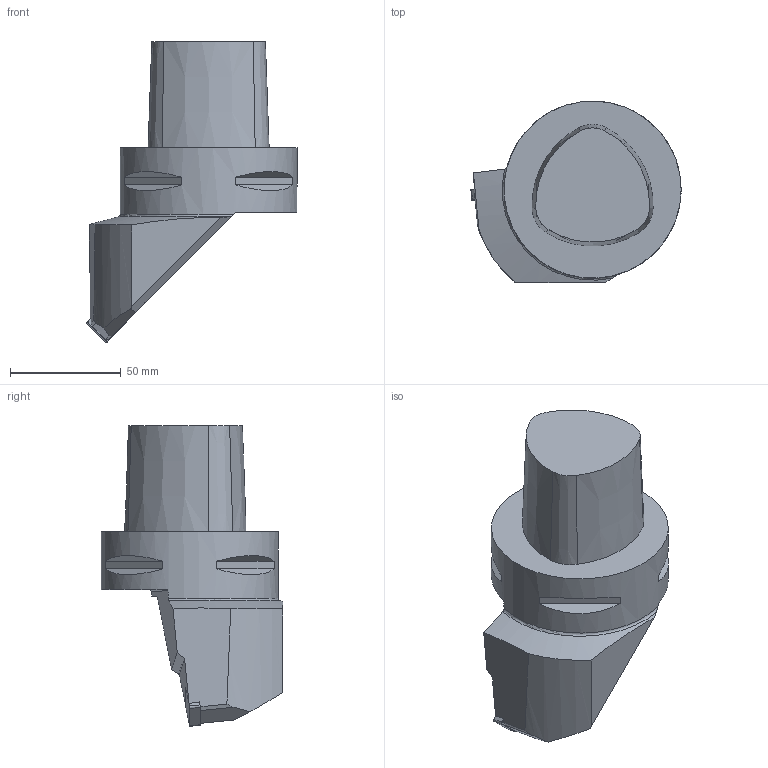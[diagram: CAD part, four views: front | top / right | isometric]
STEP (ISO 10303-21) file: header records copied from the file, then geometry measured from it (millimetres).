
FILE_DESCRIPTION(/* description */ (''),/* implementation_level */ '2;1');
FILE_NAME(/* name */ 'C8-DSSNR-55080-12JETI2_Basic.stp',/* time_stamp */ '2021-07-11T11:36:43+05:00',/* author */ (''),/* organization */ (''),/* preprocessor_version */ 'ST-DEVELOPER v16.7',/* originating_system */ 'SIEMENS PLM Software NX 12.0',/* authorisation */ '');
FILE_SCHEMA (('AUTOMOTIVE_DESIGN { 1 0 10303 214 3 1 1 1 }'));
Length unit declared in the file: millimetre
Products named in the file (4): CUT; NOCUT; ASSEMBLY_CONSTRUCTION; A2314866_01_stp
Assembly tree (3 placements, depth 2):
  A2314866_01_stp
    ASSEMBLY_CONSTRUCTION
    NOCUT
    CUT
Bounding box: 95 x 82 x 135.86 mm (x, y, z)
Volume: 332073.6 mm3; surface area: 34666.4 mm2
Topology: 3 solids, 3 shells, 63 faces, 157 edges, 111 vertices
Faces by surface type: plane 42, cylinder 13, cone 7, torus 1
Full cylindrical faces by diameter (mm): 80 x1
Entity records: 2138 total; most frequent: CARTESIAN_POINT 432, DIRECTION 341, ORIENTED_EDGE 308, EDGE_CURVE 154, AXIS2_PLACEMENT_3D 125, VERTEX_POINT 103, LINE 91, VECTOR 91
